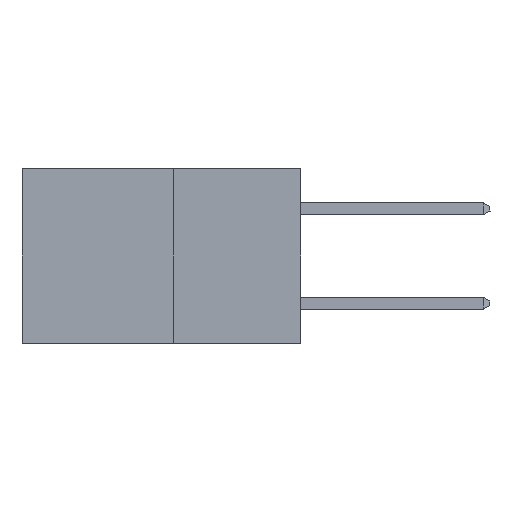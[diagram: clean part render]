
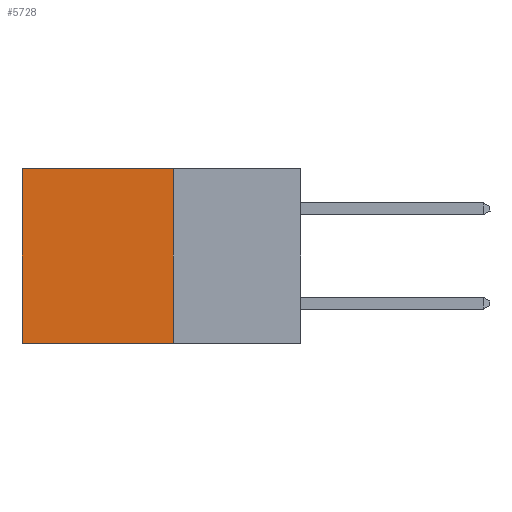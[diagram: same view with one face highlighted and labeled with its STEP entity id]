
A CAD part, left-side view. The second image highlights one B-rep face of the part: STEP entity #5728.
In plain terms, the highlighted planar face has unit normal (-1, 0, 0).
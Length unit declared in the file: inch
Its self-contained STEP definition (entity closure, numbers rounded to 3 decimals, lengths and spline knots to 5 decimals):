
#727 = PLANE ( 'NONE',  #2502 ) ;
#974 = VERTEX_POINT ( 'NONE', #2470 ) ;
#1320 = LINE ( 'NONE', #5343, #2992 ) ;
#1585 = DIRECTION ( 'NONE',  ( 0., 0., -1. ) ) ;
#1741 = VERTEX_POINT ( 'NONE', #3122 ) ;
#1990 = EDGE_LOOP ( 'NONE', ( #7306, #4081, #8250, #2702 ) ) ;
#2470 = CARTESIAN_POINT ( 'NONE',  ( 0.277, 0.59, -0.37 ) ) ;
#2502 = AXIS2_PLACEMENT_3D ( 'NONE', #4740, #6244, #1585 ) ;
#2702 = ORIENTED_EDGE ( 'NONE', *, *, #4994, .T. ) ;
#2874 = LINE ( 'NONE', #4665, #9330 ) ;
#2992 = VECTOR ( 'NONE', #3064, 39.37008 ) ;
#3064 = DIRECTION ( 'NONE',  ( 0., 1., 0. ) ) ;
#3106 = DIRECTION ( 'NONE',  ( 0., 1., 0. ) ) ;
#3122 = CARTESIAN_POINT ( 'NONE',  ( 0.277, 0.59, 0. ) ) ;
#4081 = ORIENTED_EDGE ( 'NONE', *, *, #5024, .F. ) ;
#4356 = EDGE_CURVE ( 'NONE', #1741, #974, #2874, .T. ) ;
#4665 = CARTESIAN_POINT ( 'NONE',  ( 0.277, 0.59, -0.37 ) ) ;
#4740 = CARTESIAN_POINT ( 'NONE',  ( 0.277, 0.27, -0.37 ) ) ;
#4994 = EDGE_CURVE ( 'NONE', #5508, #1741, #1320, .T. ) ;
#5024 = EDGE_CURVE ( 'NONE', #7372, #974, #8741, .T. ) ;
#5343 = CARTESIAN_POINT ( 'NONE',  ( 0.277, 0.27, 0. ) ) ;
#5508 = VERTEX_POINT ( 'NONE', #8184 ) ;
#5728 = ADVANCED_FACE ( 'NONE', ( #8384 ), #727, .F. ) ;
#6244 = DIRECTION ( 'NONE',  ( 1., 0., 0. ) ) ;
#6518 = LINE ( 'NONE', #8371, #9959 ) ;
#7306 = ORIENTED_EDGE ( 'NONE', *, *, #4356, .T. ) ;
#7372 = VERTEX_POINT ( 'NONE', #9268 ) ;
#8184 = CARTESIAN_POINT ( 'NONE',  ( 0.277, 0.27, 0. ) ) ;
#8250 = ORIENTED_EDGE ( 'NONE', *, *, #9590, .F. ) ;
#8371 = CARTESIAN_POINT ( 'NONE',  ( 0.277, 0.27, -0.37 ) ) ;
#8384 = FACE_OUTER_BOUND ( 'NONE', #1990, .T. ) ;
#8502 = VECTOR ( 'NONE', #3106, 39.37008 ) ;
#8741 = LINE ( 'NONE', #9101, #8502 ) ;
#9101 = CARTESIAN_POINT ( 'NONE',  ( 0.277, 0.27, -0.37 ) ) ;
#9119 = DIRECTION ( 'NONE',  ( 0., 0., -1. ) ) ;
#9268 = CARTESIAN_POINT ( 'NONE',  ( 0.277, 0.27, -0.37 ) ) ;
#9330 = VECTOR ( 'NONE', #9843, 39.37008 ) ;
#9590 = EDGE_CURVE ( 'NONE', #5508, #7372, #6518, .T. ) ;
#9843 = DIRECTION ( 'NONE',  ( 0., 0., -1. ) ) ;
#9959 = VECTOR ( 'NONE', #9119, 39.37008 ) ;
